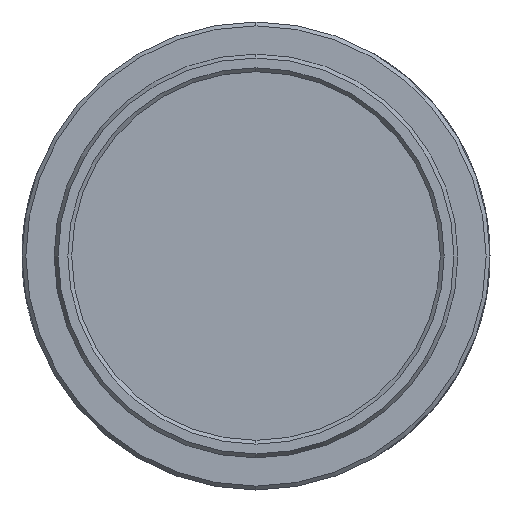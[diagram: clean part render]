
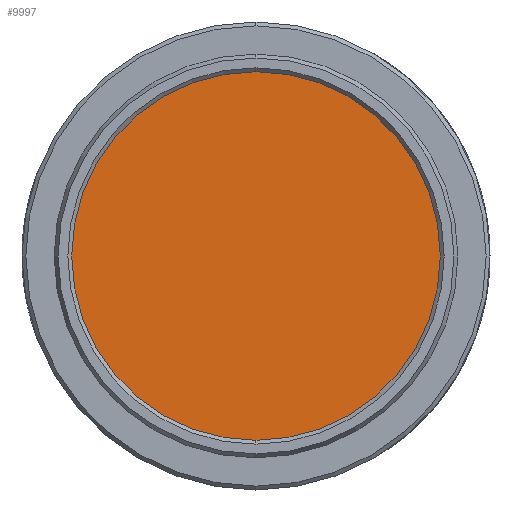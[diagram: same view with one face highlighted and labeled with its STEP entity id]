
A CAD part, left-side view. The second image highlights one B-rep face of the part: STEP entity #9997.
In plain terms, the highlighted planar face has unit normal (-1, 0, 0).
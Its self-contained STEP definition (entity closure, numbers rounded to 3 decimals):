
#221 = EDGE_CURVE ( 'NONE', #5224, #8406, #3793, .T. ) ;
#606 = CARTESIAN_POINT ( 'NONE',  ( -1.905, 0., 12.559 ) ) ;
#2896 = DIRECTION ( 'NONE',  ( 1., 0., 0. ) ) ;
#3095 = ORIENTED_EDGE ( 'NONE', *, *, #221, .F. ) ;
#3767 = EDGE_LOOP ( 'NONE', ( #6542, #3095 ) ) ;
#3793 = CIRCLE ( 'NONE', #7948, 12.559 ) ;
#5108 = CARTESIAN_POINT ( 'NONE',  ( -1.905, 0., -12.559 ) ) ;
#5128 = DIRECTION ( 'NONE',  ( 1., 0., 0. ) ) ;
#5224 = VERTEX_POINT ( 'NONE', #606 ) ;
#6351 = CARTESIAN_POINT ( 'NONE',  ( -1.905, 0., 0. ) ) ;
#6542 = ORIENTED_EDGE ( 'NONE', *, *, #14649, .F. ) ;
#7542 = DIRECTION ( 'NONE',  ( 0., 0., -1. ) ) ;
#7792 = AXIS2_PLACEMENT_3D ( 'NONE', #6351, #14554, #7542 ) ;
#7948 = AXIS2_PLACEMENT_3D ( 'NONE', #9919, #2896, #11101 ) ;
#8406 = VERTEX_POINT ( 'NONE', #5108 ) ;
#8458 = CIRCLE ( 'NONE', #7792, 12.559 ) ;
#9691 = PLANE ( 'NONE',  #11908 ) ;
#9919 = CARTESIAN_POINT ( 'NONE',  ( -1.905, 0., 0. ) ) ;
#9997 = ADVANCED_FACE ( 'NONE', ( #11630 ), #9691, .F. ) ;
#11101 = DIRECTION ( 'NONE',  ( 0., 0., -1. ) ) ;
#11630 = FACE_OUTER_BOUND ( 'NONE', #3767, .T. ) ;
#11908 = AXIS2_PLACEMENT_3D ( 'NONE', #12156, #5128, #13338 ) ;
#12156 = CARTESIAN_POINT ( 'NONE',  ( -1.905, 0., 0. ) ) ;
#13338 = DIRECTION ( 'NONE',  ( 0., 0., -1. ) ) ;
#14554 = DIRECTION ( 'NONE',  ( 1., 0., 0. ) ) ;
#14649 = EDGE_CURVE ( 'NONE', #8406, #5224, #8458, .T. ) ;
